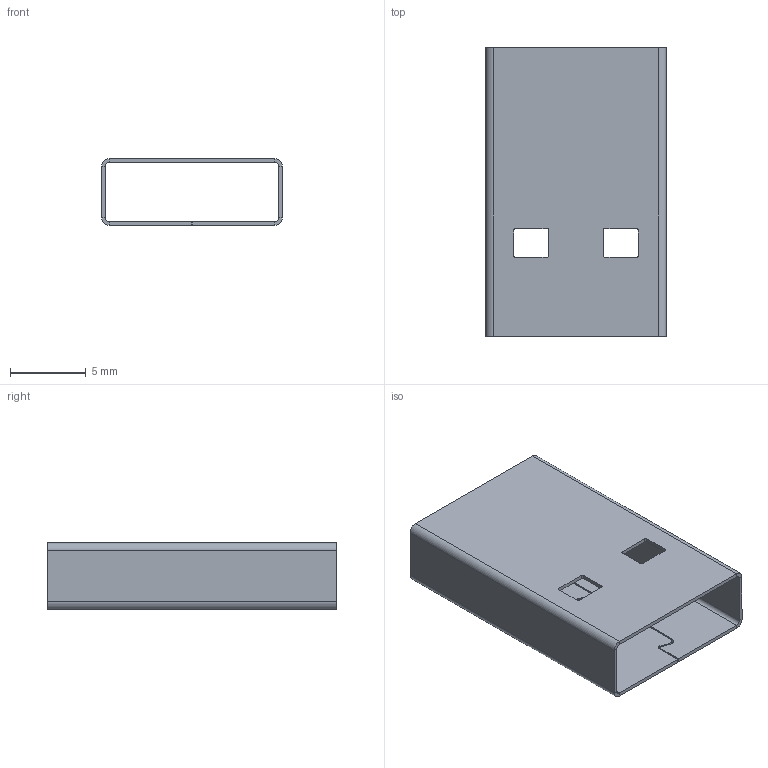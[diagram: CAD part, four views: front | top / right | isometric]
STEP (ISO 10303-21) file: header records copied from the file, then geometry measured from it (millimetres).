
FILE_DESCRIPTION(/* description */ (''),/* implementation_level */ '2;1');
FILE_NAME(/* name */ 'USB2 v3.step',/* time_stamp */ '2022-08-17T08:29:28+08:00',/* author */ (''),/* organization */ (''),/* preprocessor_version */ 'ST-DEVELOPER v19',/* originating_system */ 'Autodesk Translation Framework v11.7.0.108',/* authorisation */ '');
FILE_SCHEMA (('AUTOMOTIVE_DESIGN { 1 0 10303 214 3 1 1 }'));
Length unit declared in the file: millimetre
Products named in the file (2): USB2; Component1
Assembly tree (1 placements, depth 2):
  USB2
    Component1
Bounding box: 11.9 x 19 x 4.4 mm (x, y, z)
Volume: 142.1 mm3; surface area: 1172.3 mm2
Topology: 1 solids, 1 shells, 102 faces, 268 edges, 168 vertices
Faces by surface type: plane 62, cylinder 40
Entity records: 3199 total; most frequent: DIRECTION 558, CARTESIAN_POINT 541, ORIENTED_EDGE 536, EDGE_CURVE 268, LINE 188, VECTOR 188, AXIS2_PLACEMENT_3D 185, VERTEX_POINT 168
